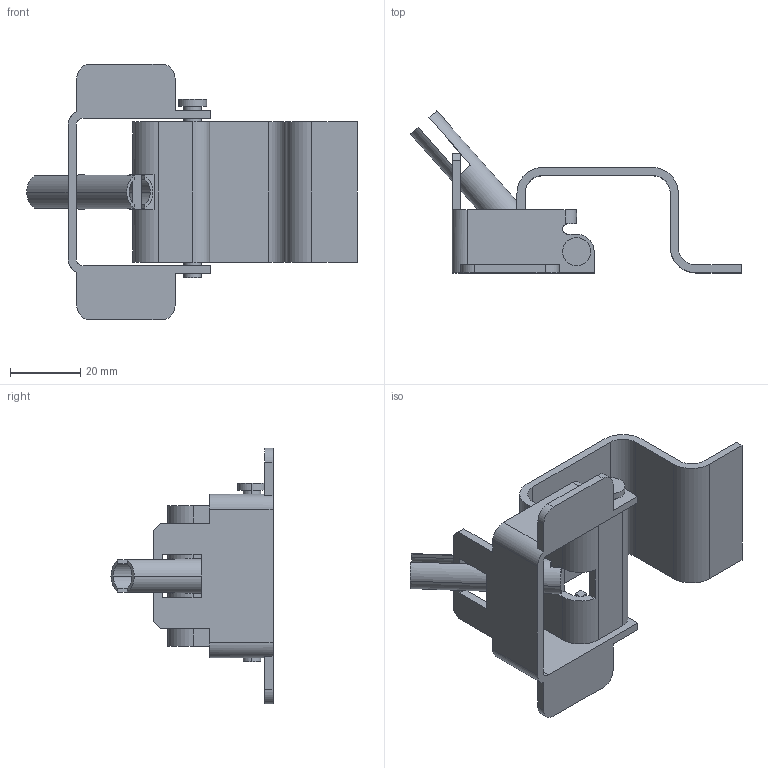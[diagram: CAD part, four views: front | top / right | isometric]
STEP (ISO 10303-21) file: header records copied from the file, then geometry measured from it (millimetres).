
FILE_DESCRIPTION (( 'STEP AP203' ), '1' );
FILE_NAME ('B-81-2.STEP', '2011-10-17T05:50:06', ( '' ), ( '' ), 'SwSTEP 2.0', 'SolidWorks 2011', '' );
FILE_SCHEMA (( 'CONFIG_CONTROL_DESIGN' ));
Length unit declared in the file: millimetre
Products named in the file (5): B-81-2; B-81-2僗僾儕儞僌僇僶乕_; B-81-2ピン_; B-81-2ヒンジB_; B-81-2ヒンジA_
Assembly tree (4 placements, depth 2):
  B-81-2
    B-81-2ヒンジA_
    B-81-2僗僾儕儞僌僇僶乕_
    B-81-2ピン_
    B-81-2ヒンジB_
Bounding box: 94.33 x 46.2 x 73 mm (x, y, z)
Volume: 21902.9 mm3; surface area: 22238.4 mm2
Topology: 4 solids, 4 shells, 123 faces, 360 edges, 240 vertices
Faces by surface type: plane 80, cylinder 43
Entity records: 4665 total; most frequent: CARTESIAN_POINT 740, DIRECTION 732, ORIENTED_EDGE 720, EDGE_CURVE 360, AXIS2_PLACEMENT_3D 244, VECTOR 244, LINE 244, VERTEX_POINT 240
